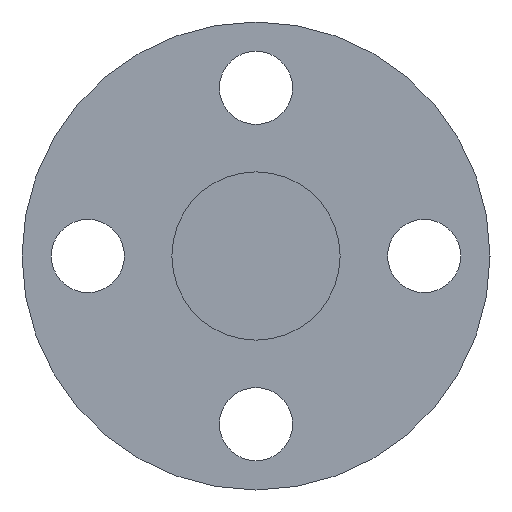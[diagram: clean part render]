
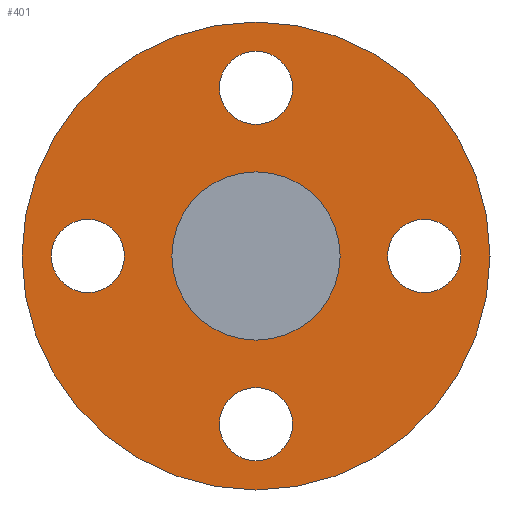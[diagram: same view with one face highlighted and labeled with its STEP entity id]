
A CAD part, left-side view. The second image highlights one B-rep face of the part: STEP entity #401.
In plain terms, the highlighted planar face has unit normal (-1, 0, 0).
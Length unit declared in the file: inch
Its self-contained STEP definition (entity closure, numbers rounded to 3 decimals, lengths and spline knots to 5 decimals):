
#4 = DIRECTION ( 'NONE',  ( -1., 0., 0. ) ) ;
#8 = CARTESIAN_POINT ( 'NONE',  ( 0.25, 0., 3.5 ) ) ;
#10 = DIRECTION ( 'NONE',  ( -1., 0., 0. ) ) ;
#11 = AXIS2_PLACEMENT_3D ( 'NONE', #143, #108, #357 ) ;
#20 = EDGE_LOOP ( 'NONE', ( #464, #533 ) ) ;
#29 = CARTESIAN_POINT ( 'NONE',  ( 0.25, 2.875, 0. ) ) ;
#30 = DIRECTION ( 'NONE',  ( -1., 0., 0. ) ) ;
#32 = AXIS2_PLACEMENT_3D ( 'NONE', #519, #130, #120 ) ;
#39 = AXIS2_PLACEMENT_3D ( 'NONE', #79, #250, #434 ) ;
#42 = EDGE_CURVE ( 'NONE', #466, #80, #392, .T. ) ;
#45 = CIRCLE ( 'NONE', #324, 4. ) ;
#53 = AXIS2_PLACEMENT_3D ( 'NONE', #88, #207, #307 ) ;
#56 = FACE_BOUND ( 'NONE', #308, .T. ) ;
#60 = EDGE_CURVE ( 'NONE', #349, #62, #166, .T. ) ;
#62 = VERTEX_POINT ( 'NONE', #278 ) ;
#63 = DIRECTION ( 'NONE',  ( 0., -1., 0. ) ) ;
#67 = EDGE_CURVE ( 'NONE', #237, #391, #359, .T. ) ;
#78 = EDGE_CURVE ( 'NONE', #552, #96, #158, .T. ) ;
#79 = CARTESIAN_POINT ( 'NONE',  ( 0.25, 0., 0. ) ) ;
#80 = VERTEX_POINT ( 'NONE', #289 ) ;
#82 = CIRCLE ( 'NONE', #420, 0.625 ) ;
#88 = CARTESIAN_POINT ( 'NONE',  ( 0.25, -2.875, 0. ) ) ;
#90 = DIRECTION ( 'NONE',  ( -1., 0., 0. ) ) ;
#96 = VERTEX_POINT ( 'NONE', #422 ) ;
#106 = AXIS2_PLACEMENT_3D ( 'NONE', #361, #30, #320 ) ;
#107 = CIRCLE ( 'NONE', #53, 0.625 ) ;
#108 = DIRECTION ( 'NONE',  ( -1., 0., 0. ) ) ;
#109 = CARTESIAN_POINT ( 'NONE',  ( 0.25, 2.875, 0. ) ) ;
#114 = EDGE_CURVE ( 'NONE', #376, #539, #134, .T. ) ;
#117 = AXIS2_PLACEMENT_3D ( 'NONE', #109, #230, #409 ) ;
#120 = DIRECTION ( 'NONE',  ( 0., 0., 1. ) ) ;
#121 = EDGE_LOOP ( 'NONE', ( #267, #469 ) ) ;
#125 = CARTESIAN_POINT ( 'NONE',  ( 0.25, -3.5, 0. ) ) ;
#126 = ORIENTED_EDGE ( 'NONE', *, *, #67, .F. ) ;
#127 = DIRECTION ( 'NONE',  ( 0., 0., 1. ) ) ;
#130 = DIRECTION ( 'NONE',  ( -1., 0., 0. ) ) ;
#134 = CIRCLE ( 'NONE', #393, 0.625 ) ;
#143 = CARTESIAN_POINT ( 'NONE',  ( 0.25, 0., 2.875 ) ) ;
#148 = CARTESIAN_POINT ( 'NONE',  ( 0.25, 2.875, -0.625 ) ) ;
#154 = EDGE_CURVE ( 'NONE', #406, #508, #546, .T. ) ;
#158 = CIRCLE ( 'NONE', #233, 4. ) ;
#163 = FACE_BOUND ( 'NONE', #518, .T. ) ;
#166 = CIRCLE ( 'NONE', #11, 0.625 ) ;
#170 = CARTESIAN_POINT ( 'NONE',  ( 0.25, 0., 1.4375 ) ) ;
#175 = DIRECTION ( 'NONE',  ( -1., 0., 0. ) ) ;
#178 = CIRCLE ( 'NONE', #273, 0.625 ) ;
#189 = CIRCLE ( 'NONE', #402, 0.625 ) ;
#197 = CARTESIAN_POINT ( 'NONE',  ( 0.25, 0., 0. ) ) ;
#199 = ORIENTED_EDGE ( 'NONE', *, *, #227, .F. ) ;
#204 = DIRECTION ( 'NONE',  ( 0., 0., -1. ) ) ;
#207 = DIRECTION ( 'NONE',  ( -1., 0., 0. ) ) ;
#209 = DIRECTION ( 'NONE',  ( -1., 0., 0. ) ) ;
#213 = DIRECTION ( 'NONE',  ( 0., 0., 1. ) ) ;
#219 = DIRECTION ( 'NONE',  ( 0., 0., 1. ) ) ;
#227 = EDGE_CURVE ( 'NONE', #391, #237, #189, .T. ) ;
#230 = DIRECTION ( 'NONE',  ( -1., 0., 0. ) ) ;
#233 = AXIS2_PLACEMENT_3D ( 'NONE', #197, #375, #294 ) ;
#237 = VERTEX_POINT ( 'NONE', #148 ) ;
#250 = DIRECTION ( 'NONE',  ( -1., 0., 0. ) ) ;
#260 = ORIENTED_EDGE ( 'NONE', *, *, #42, .F. ) ;
#262 = CARTESIAN_POINT ( 'NONE',  ( 0.25, 0., 2.875 ) ) ;
#263 = EDGE_LOOP ( 'NONE', ( #260, #319 ) ) ;
#266 = FACE_BOUND ( 'NONE', #263, .T. ) ;
#267 = ORIENTED_EDGE ( 'NONE', *, *, #78, .T. ) ;
#273 = AXIS2_PLACEMENT_3D ( 'NONE', #395, #209, #127 ) ;
#274 = ORIENTED_EDGE ( 'NONE', *, *, #60, .F. ) ;
#278 = CARTESIAN_POINT ( 'NONE',  ( 0.25, 0., 2.25 ) ) ;
#282 = AXIS2_PLACEMENT_3D ( 'NONE', #397, #388, #213 ) ;
#289 = CARTESIAN_POINT ( 'NONE',  ( 0.25, -2.25, 0. ) ) ;
#294 = DIRECTION ( 'NONE',  ( 0., 0., 1. ) ) ;
#306 = ORIENTED_EDGE ( 'NONE', *, *, #412, .F. ) ;
#307 = DIRECTION ( 'NONE',  ( 0., 1., 0. ) ) ;
#308 = EDGE_LOOP ( 'NONE', ( #199, #126 ) ) ;
#319 = ORIENTED_EDGE ( 'NONE', *, *, #473, .F. ) ;
#320 = DIRECTION ( 'NONE',  ( 0., 1., 0. ) ) ;
#324 = AXIS2_PLACEMENT_3D ( 'NONE', #398, #4, #425 ) ;
#339 = FACE_OUTER_BOUND ( 'NONE', #121, .T. ) ;
#342 = FACE_BOUND ( 'NONE', #20, .T. ) ;
#348 = EDGE_CURVE ( 'NONE', #96, #552, #45, .T. ) ;
#349 = VERTEX_POINT ( 'NONE', #8 ) ;
#351 = CARTESIAN_POINT ( 'NONE',  ( 0.25, 0., -3.5 ) ) ;
#353 = EDGE_LOOP ( 'NONE', ( #274, #306 ) ) ;
#357 = DIRECTION ( 'NONE',  ( 0., 0., -1. ) ) ;
#359 = CIRCLE ( 'NONE', #117, 0.625 ) ;
#361 = CARTESIAN_POINT ( 'NONE',  ( 0.25, -2.875, 0. ) ) ;
#375 = DIRECTION ( 'NONE',  ( -1., 0., 0. ) ) ;
#376 = VERTEX_POINT ( 'NONE', #465 ) ;
#380 = EDGE_CURVE ( 'NONE', #539, #376, #178, .T. ) ;
#387 = FACE_BOUND ( 'NONE', #353, .T. ) ;
#388 = DIRECTION ( 'NONE',  ( -1., 0., 0. ) ) ;
#391 = VERTEX_POINT ( 'NONE', #510 ) ;
#392 = CIRCLE ( 'NONE', #106, 0.625 ) ;
#393 = AXIS2_PLACEMENT_3D ( 'NONE', #475, #90, #219 ) ;
#395 = CARTESIAN_POINT ( 'NONE',  ( 0.25, 0., -2.875 ) ) ;
#397 = CARTESIAN_POINT ( 'NONE',  ( 0.25, 0., 0. ) ) ;
#398 = CARTESIAN_POINT ( 'NONE',  ( 0.25, 0., 0. ) ) ;
#399 = ORIENTED_EDGE ( 'NONE', *, *, #380, .F. ) ;
#401 = ADVANCED_FACE ( 'NONE', ( #56, #387, #266, #163, #339, #342 ), #438, .T. ) ;
#402 = AXIS2_PLACEMENT_3D ( 'NONE', #29, #175, #63 ) ;
#406 = VERTEX_POINT ( 'NONE', #467 ) ;
#409 = DIRECTION ( 'NONE',  ( 0., -1., 0. ) ) ;
#412 = EDGE_CURVE ( 'NONE', #62, #349, #82, .T. ) ;
#415 = ORIENTED_EDGE ( 'NONE', *, *, #114, .F. ) ;
#420 = AXIS2_PLACEMENT_3D ( 'NONE', #262, #10, #204 ) ;
#422 = CARTESIAN_POINT ( 'NONE',  ( 0.25, 0., -4. ) ) ;
#425 = DIRECTION ( 'NONE',  ( 0., 0., 1. ) ) ;
#434 = DIRECTION ( 'NONE',  ( 0., 0., 1. ) ) ;
#438 = PLANE ( 'NONE',  #39 ) ;
#464 = ORIENTED_EDGE ( 'NONE', *, *, #513, .F. ) ;
#465 = CARTESIAN_POINT ( 'NONE',  ( 0.25, 0., -2.25 ) ) ;
#466 = VERTEX_POINT ( 'NONE', #125 ) ;
#467 = CARTESIAN_POINT ( 'NONE',  ( 0.25, 0., -1.4375 ) ) ;
#469 = ORIENTED_EDGE ( 'NONE', *, *, #348, .T. ) ;
#473 = EDGE_CURVE ( 'NONE', #80, #466, #107, .T. ) ;
#475 = CARTESIAN_POINT ( 'NONE',  ( 0.25, 0., -2.875 ) ) ;
#490 = CARTESIAN_POINT ( 'NONE',  ( 0.25, 0., 4. ) ) ;
#503 = CIRCLE ( 'NONE', #32, 1.4375 ) ;
#508 = VERTEX_POINT ( 'NONE', #170 ) ;
#510 = CARTESIAN_POINT ( 'NONE',  ( 0.25, 2.875, 0.625 ) ) ;
#513 = EDGE_CURVE ( 'NONE', #508, #406, #503, .T. ) ;
#518 = EDGE_LOOP ( 'NONE', ( #415, #399 ) ) ;
#519 = CARTESIAN_POINT ( 'NONE',  ( 0.25, 0., 0. ) ) ;
#533 = ORIENTED_EDGE ( 'NONE', *, *, #154, .F. ) ;
#539 = VERTEX_POINT ( 'NONE', #351 ) ;
#546 = CIRCLE ( 'NONE', #282, 1.4375 ) ;
#552 = VERTEX_POINT ( 'NONE', #490 ) ;
